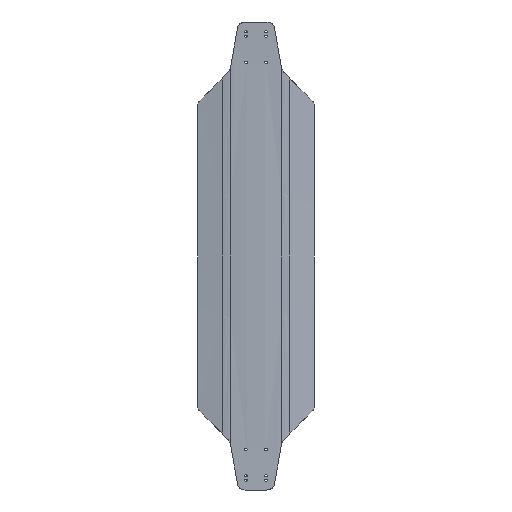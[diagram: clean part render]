
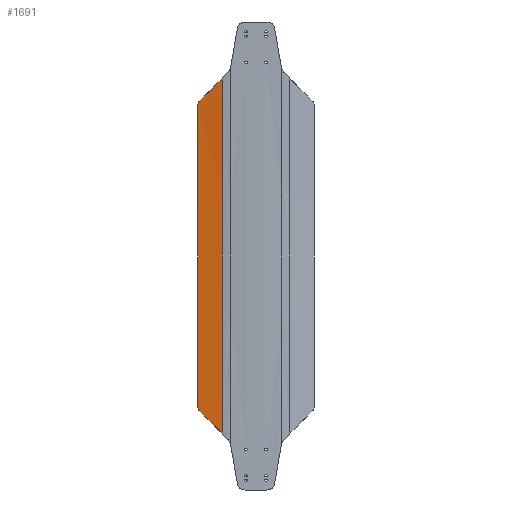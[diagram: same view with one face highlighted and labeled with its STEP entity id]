
A CAD part, front view. The second image highlights one B-rep face of the part: STEP entity #1691.
In plain terms, the highlighted conical face has half-angle 9.594 degrees and reference radius 30005 mm.
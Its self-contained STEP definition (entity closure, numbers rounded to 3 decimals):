
#49=CIRCLE('',#1825,30001.399);
#50=CIRCLE('',#1827,30010.);
#95=CONICAL_SURFACE('',#1824,30005.,0.167);
#99=ELLIPSE('',#1822,43766.618,30502.359);
#101=ELLIPSE('',#1826,43766.618,30502.359);
#165=FACE_OUTER_BOUND('',#263,.T.);
#263=EDGE_LOOP('',(#1140,#1141,#1142,#1143,#1144,#1145));
#612=B_SPLINE_CURVE_WITH_KNOTS('',3,(#2473,#2474,#2475,#2476,#2477,#2478,
#2479,#2480,#2481,#2482,#2483,#2484),.UNSPECIFIED.,.F.,.F.,(4,2,2,2,2,4),
(7.28,7.283,7.585,7.887,8.19,
8.489),.UNSPECIFIED.);
#613=B_SPLINE_CURVE_WITH_KNOTS('',3,(#2487,#2488,#2489,#2490,#2491,#2492,
#2493,#2494,#2495,#2496,#2497,#2498),.UNSPECIFIED.,.F.,.F.,(4,2,2,2,2,4),
(1.223,1.522,1.825,2.127,2.429,
2.432),.UNSPECIFIED.);
#697=VERTEX_POINT('',#2455);
#698=VERTEX_POINT('',#2462);
#700=VERTEX_POINT('',#2468);
#701=VERTEX_POINT('',#2470);
#702=VERTEX_POINT('',#2472);
#703=VERTEX_POINT('',#2485);
#878=EDGE_CURVE('',#698,#697,#99,.T.);
#881=EDGE_CURVE('',#700,#697,#49,.T.);
#882=EDGE_CURVE('',#700,#701,#101,.T.);
#883=EDGE_CURVE('',#702,#701,#612,.T.);
#884=EDGE_CURVE('',#703,#702,#50,.T.);
#885=EDGE_CURVE('',#698,#703,#613,.T.);
#1140=ORIENTED_EDGE('',*,*,#881,.F.);
#1141=ORIENTED_EDGE('',*,*,#882,.T.);
#1142=ORIENTED_EDGE('',*,*,#883,.F.);
#1143=ORIENTED_EDGE('',*,*,#884,.F.);
#1144=ORIENTED_EDGE('',*,*,#885,.F.);
#1145=ORIENTED_EDGE('',*,*,#878,.T.);
#1691=ADVANCED_FACE('',(#165),#95,.F.);
#1822=AXIS2_PLACEMENT_3D('',#2463,#1988,#1989);
#1824=AXIS2_PLACEMENT_3D('',#2467,#1993,#1994);
#1825=AXIS2_PLACEMENT_3D('',#2469,#1995,#1996);
#1826=AXIS2_PLACEMENT_3D('',#2471,#1997,#1998);
#1827=AXIS2_PLACEMENT_3D('',#2486,#1999,#2000);
#1988=DIRECTION('center_axis',(-0.707,0.,-0.707));
#1989=DIRECTION('ref_axis',(0.707,0.,-0.707));
#1993=DIRECTION('center_axis',(-1.,0.,0.));
#1994=DIRECTION('ref_axis',(0.,1.,0.));
#1995=DIRECTION('center_axis',(-1.,0.,0.));
#1996=DIRECTION('ref_axis',(0.,1.,-0.006));
#1997=DIRECTION('center_axis',(-0.707,0.,0.707));
#1998=DIRECTION('ref_axis',(0.707,0.,0.707));
#1999=DIRECTION('center_axis',(1.,0.,0.));
#2000=DIRECTION('ref_axis',(0.,0.,-1.));
#2455=CARTESIAN_POINT('',(-69.114,-0.848,-367.119));
#2462=CARTESIAN_POINT('',(-115.314,7.492,-320.919));
#2463=CARTESIAN_POINT('Origin',(-5667.344,-30000.,5231.111));
#2467=CARTESIAN_POINT('Origin',(-90.42,-30000.,0.));
#2468=CARTESIAN_POINT('',(-69.114,-0.848,367.119));
#2469=CARTESIAN_POINT('Origin',(-69.114,-30000.,0.));
#2470=CARTESIAN_POINT('',(-115.314,7.492,320.919));
#2471=CARTESIAN_POINT('Origin',(-5667.344,-30000.,-5231.111));
#2472=CARTESIAN_POINT('',(-120.,8.403,309.605));
#2473=CARTESIAN_POINT('Ctrl Pts',(-120.,8.403,309.605));
#2474=CARTESIAN_POINT('Ctrl Pts',(-120.,8.403,309.615));
#2475=CARTESIAN_POINT('Ctrl Pts',(-120.,8.403,309.624));
#2476=CARTESIAN_POINT('Ctrl Pts',(-119.998,8.392,310.641));
#2477=CARTESIAN_POINT('Ctrl Pts',(-119.9,8.364,311.683));
#2478=CARTESIAN_POINT('Ctrl Pts',(-119.489,8.273,313.752));
#2479=CARTESIAN_POINT('Ctrl Pts',(-119.177,8.21,314.781));
#2480=CARTESIAN_POINT('Ctrl Pts',(-118.356,8.05,316.75));
#2481=CARTESIAN_POINT('Ctrl Pts',(-117.845,7.954,317.693));
#2482=CARTESIAN_POINT('Ctrl Pts',(-116.674,7.738,319.426));
#2483=CARTESIAN_POINT('Ctrl Pts',(-116.015,7.618,320.218));
#2484=CARTESIAN_POINT('Ctrl Pts',(-115.314,7.492,320.919));
#2485=CARTESIAN_POINT('',(-120.,8.403,-309.605));
#2486=CARTESIAN_POINT('Origin',(-120.,-30000.,0.));
#2487=CARTESIAN_POINT('Ctrl Pts',(-115.314,7.492,-320.919));
#2488=CARTESIAN_POINT('Ctrl Pts',(-116.015,7.618,-320.218));
#2489=CARTESIAN_POINT('Ctrl Pts',(-116.674,7.738,-319.426));
#2490=CARTESIAN_POINT('Ctrl Pts',(-117.845,7.954,-317.693));
#2491=CARTESIAN_POINT('Ctrl Pts',(-118.356,8.05,-316.75));
#2492=CARTESIAN_POINT('Ctrl Pts',(-119.177,8.21,-314.781));
#2493=CARTESIAN_POINT('Ctrl Pts',(-119.489,8.273,-313.752));
#2494=CARTESIAN_POINT('Ctrl Pts',(-119.9,8.364,-311.683));
#2495=CARTESIAN_POINT('Ctrl Pts',(-119.998,8.392,-310.641));
#2496=CARTESIAN_POINT('Ctrl Pts',(-120.,8.403,-309.624));
#2497=CARTESIAN_POINT('Ctrl Pts',(-120.,8.403,-309.615));
#2498=CARTESIAN_POINT('Ctrl Pts',(-120.,8.403,-309.605));
